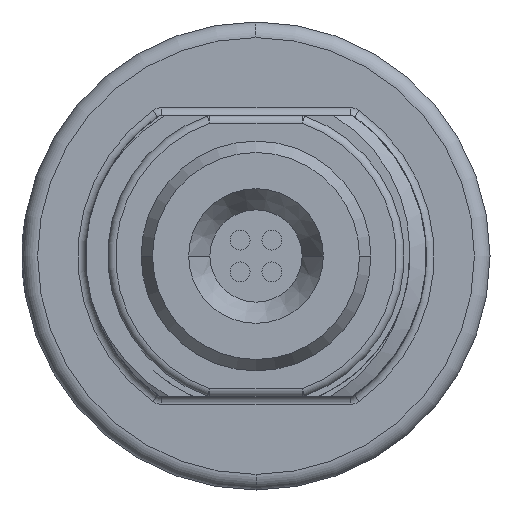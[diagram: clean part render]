
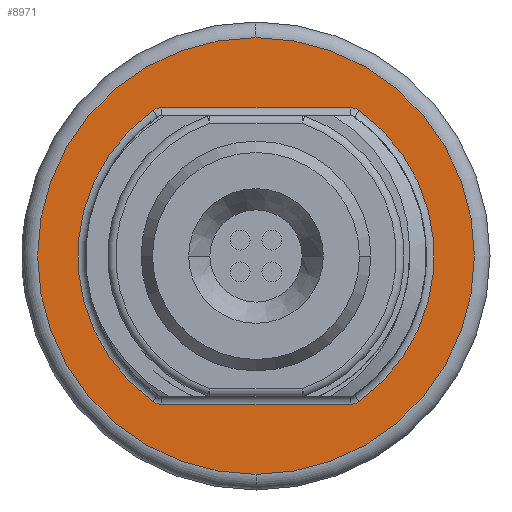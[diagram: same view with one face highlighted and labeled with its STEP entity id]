
A CAD part, front view. The second image highlights one B-rep face of the part: STEP entity #8971.
In plain terms, the highlighted planar face has unit normal (0, -1, 0).
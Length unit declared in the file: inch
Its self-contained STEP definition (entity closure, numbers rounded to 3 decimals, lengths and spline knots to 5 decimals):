
#1549=CARTESIAN_POINT('',(0.,-0.07874,0.));
#1550=DIRECTION('',(0.,1.,0.));
#1551=DIRECTION('',(0.,0.,-1.));
#1552=AXIS2_PLACEMENT_3D('',#1549,#1550,#1551);
#1554=CARTESIAN_POINT('',(0.,-0.07874,0.));
#1555=DIRECTION('',(0.,1.,0.));
#1556=DIRECTION('',(0.,0.,1.));
#1557=AXIS2_PLACEMENT_3D('',#1554,#1555,#1556);
#1559=CARTESIAN_POINT('',(0.,-0.07874,0.));
#1560=DIRECTION('',(0.,-1.,0.));
#1561=DIRECTION('',(-0.579,0.,0.815));
#1562=AXIS2_PLACEMENT_3D('',#1559,#1560,#1561);
#1564=CARTESIAN_POINT('',(-0.23763,-0.07874,
-0.33465));
#1565=DIRECTION('',(0.,1.,0.));
#1566=DIRECTION('',(0.,0.,-1.));
#1567=AXIS2_PLACEMENT_3D('',#1564,#1565,#1566);
#1569=DIRECTION('',(-1.,0.,0.));
#1570=VECTOR('',#1569,0.47526);
#1571=CARTESIAN_POINT('',(0.23763,-0.07874,
-0.37402));
#1572=LINE('',#1571,#1570);
#1573=CARTESIAN_POINT('',(0.23763,-0.07874,
-0.33465));
#1574=DIRECTION('',(0.,1.,0.));
#1575=DIRECTION('',(0.579,0.,-0.815));
#1576=AXIS2_PLACEMENT_3D('',#1573,#1574,#1575);
#1578=CARTESIAN_POINT('',(0.,-0.07874,0.));
#1579=DIRECTION('',(0.,-1.,0.));
#1580=DIRECTION('',(0.579,0.,-0.815));
#1581=AXIS2_PLACEMENT_3D('',#1578,#1579,#1580);
#1583=CARTESIAN_POINT('',(0.23763,-0.07874,
0.33465));
#1584=DIRECTION('',(0.,1.,0.));
#1585=DIRECTION('',(0.,0.,1.));
#1586=AXIS2_PLACEMENT_3D('',#1583,#1584,#1585);
#1588=DIRECTION('',(-1.,0.,0.));
#1589=VECTOR('',#1588,0.47526);
#1590=CARTESIAN_POINT('',(0.23763,-0.07874,
0.37402));
#1591=LINE('',#1590,#1589);
#1592=CARTESIAN_POINT('',(-0.23763,-0.07874,
0.33465));
#1593=DIRECTION('',(0.,1.,0.));
#1594=DIRECTION('',(-0.579,0.,0.815));
#1595=AXIS2_PLACEMENT_3D('',#1592,#1593,#1594);
#6323=CARTESIAN_POINT('',(-0.26042,-0.07874,
0.36675));
#6324=CARTESIAN_POINT('',(-0.26042,-0.07874,
-0.36675));
#6325=VERTEX_POINT('',#6323);
#6326=VERTEX_POINT('',#6324);
#6335=CARTESIAN_POINT('',(0.23763,-0.07874,
0.37402));
#6336=CARTESIAN_POINT('',(-0.23763,-0.07874,
0.37402));
#6337=VERTEX_POINT('',#6335);
#6338=VERTEX_POINT('',#6336);
#6339=CARTESIAN_POINT('',(0.26042,-0.07874,
-0.36675));
#6340=CARTESIAN_POINT('',(0.26042,-0.07874,
0.36675));
#6341=VERTEX_POINT('',#6339);
#6342=VERTEX_POINT('',#6340);
#6351=CARTESIAN_POINT('',(0.23763,-0.07874,
-0.37402));
#6352=CARTESIAN_POINT('',(-0.23763,-0.07874,
-0.37402));
#6353=VERTEX_POINT('',#6351);
#6354=VERTEX_POINT('',#6352);
#6385=CARTESIAN_POINT('',(0.,-0.07874,-0.55118));
#6386=CARTESIAN_POINT('',(0.,-0.07874,0.55118));
#6387=VERTEX_POINT('',#6385);
#6388=VERTEX_POINT('',#6386);
#8943=CARTESIAN_POINT('',(0.,-0.07874,0.));
#8944=DIRECTION('',(0.,-1.,0.));
#8945=DIRECTION('',(0.,0.,1.));
#8946=AXIS2_PLACEMENT_3D('',#8943,#8944,#8945);
#8947=PLANE('',#8946);
#8949=ORIENTED_EDGE('',*,*,#8948,.T.);
#8951=ORIENTED_EDGE('',*,*,#8950,.T.);
#8952=EDGE_LOOP('',(#8949,#8951));
#8953=FACE_OUTER_BOUND('',#8952,.F.);
#8954=ORIENTED_EDGE('',*,*,#8933,.T.);
#8956=ORIENTED_EDGE('',*,*,#8955,.F.);
#8958=ORIENTED_EDGE('',*,*,#8957,.F.);
#8960=ORIENTED_EDGE('',*,*,#8959,.F.);
#8962=ORIENTED_EDGE('',*,*,#8961,.T.);
#8964=ORIENTED_EDGE('',*,*,#8963,.F.);
#8966=ORIENTED_EDGE('',*,*,#8965,.T.);
#8968=ORIENTED_EDGE('',*,*,#8967,.F.);
#8969=EDGE_LOOP('',(#8954,#8956,#8958,#8960,#8962,#8964,#8966,#8968));
#8970=FACE_BOUND('',#8969,.F.);
#8971=ADVANCED_FACE('',(#8953,#8970),#8947,.T.);
#1553=CIRCLE('',#1552,0.55118);
#1558=CIRCLE('',#1557,0.55118);
#1563=CIRCLE('',#1562,0.4498);
#1568=CIRCLE('',#1567,0.03937);
#1577=CIRCLE('',#1576,0.03937);
#1582=CIRCLE('',#1581,0.4498);
#1587=CIRCLE('',#1586,0.03937);
#1596=CIRCLE('',#1595,0.03937);
#8933=EDGE_CURVE('',#6325,#6326,#1563,.T.);
#8948=EDGE_CURVE('',#6387,#6388,#1553,.T.);
#8950=EDGE_CURVE('',#6388,#6387,#1558,.T.);
#8955=EDGE_CURVE('',#6354,#6326,#1568,.T.);
#8957=EDGE_CURVE('',#6353,#6354,#1572,.T.);
#8959=EDGE_CURVE('',#6341,#6353,#1577,.T.);
#8961=EDGE_CURVE('',#6341,#6342,#1582,.T.);
#8963=EDGE_CURVE('',#6337,#6342,#1587,.T.);
#8965=EDGE_CURVE('',#6337,#6338,#1591,.T.);
#8967=EDGE_CURVE('',#6325,#6338,#1596,.T.);
